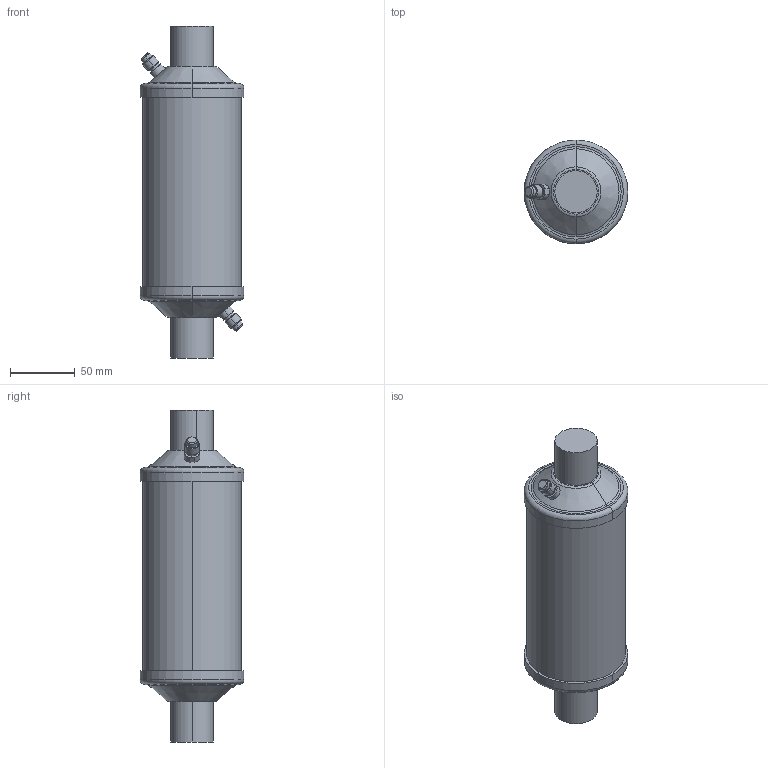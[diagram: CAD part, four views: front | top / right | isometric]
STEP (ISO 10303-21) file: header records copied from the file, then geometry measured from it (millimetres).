
FILE_DESCRIPTION (( 'STEP AP203' ), '1' );
FILE_NAME ('023Z1019R - DAS 309sVV.STEP', '2022-12-22T11:24:34', ( '' ), ( '' ), 'SwSTEP 2.0', 'SolidWorks 2020', '' );
FILE_SCHEMA (( 'CONFIG_CONTROL_DESIGN' ));
Length unit declared in the file: millimetre
Products named in the file (1): 023Z1019R - DAS 309sVV
Bounding box: 80.2 x 80.2 x 257 mm (x, y, z)
Volume: 890665.1 mm3; surface area: 60680.9 mm2
Topology: 3 solids, 3 shells, 92 faces, 182 edges, 112 vertices
Faces by surface type: cylinder 36, plane 24, cone 20, torus 12
Entity records: 2709 total; most frequent: CARTESIAN_POINT 649, DIRECTION 468, ORIENTED_EDGE 364, AXIS2_PLACEMENT_3D 201, EDGE_CURVE 182, VERTEX_POINT 112, EDGE_LOOP 108, CIRCLE 108
